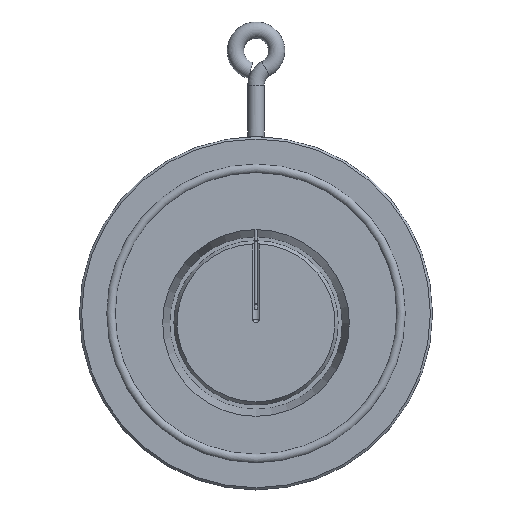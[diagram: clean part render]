
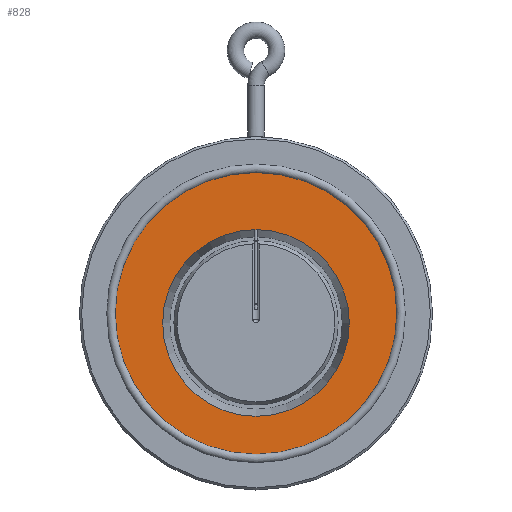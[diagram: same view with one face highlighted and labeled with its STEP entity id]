
A CAD part, top view. The second image highlights one B-rep face of the part: STEP entity #828.
In plain terms, the highlighted planar face has unit normal (0, 0, 1).
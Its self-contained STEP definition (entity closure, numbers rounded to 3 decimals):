
#39 = EDGE_CURVE ( 'NONE', #732, #732, #294, .T. ) ;
#118 = CARTESIAN_POINT ( 'NONE',  ( 0., -37.599, 0. ) ) ;
#178 = CARTESIAN_POINT ( 'NONE',  ( 0., -3.5, 0. ) ) ;
#244 = ORIENTED_EDGE ( 'NONE', *, *, #526, .F. ) ;
#294 = CIRCLE ( 'NONE', #629, 51.47 ) ;
#301 = CARTESIAN_POINT ( 'NONE',  ( 0., 0., 0. ) ) ;
#328 = VERTEX_POINT ( 'NONE', #118 ) ;
#351 = DIRECTION ( 'NONE',  ( 1., 0., 0. ) ) ;
#354 = DIRECTION ( 'NONE',  ( 0., -1., 0. ) ) ;
#386 = DIRECTION ( 'NONE',  ( 0., 0., 1. ) ) ;
#425 = CARTESIAN_POINT ( 'NONE',  ( 0., 0., 0. ) ) ;
#485 = FACE_BOUND ( 'NONE', #561, .T. ) ;
#489 = CARTESIAN_POINT ( 'NONE',  ( 51.47, 0., 0. ) ) ;
#520 = AXIS2_PLACEMENT_3D ( 'NONE', #178, #704, #354 ) ;
#526 = EDGE_CURVE ( 'NONE', #328, #328, #610, .T. ) ;
#529 = FACE_OUTER_BOUND ( 'NONE', #951, .T. ) ;
#544 = DIRECTION ( 'NONE',  ( 0., 0., -1. ) ) ;
#554 = AXIS2_PLACEMENT_3D ( 'NONE', #301, #544, #794 ) ;
#561 = EDGE_LOOP ( 'NONE', ( #244 ) ) ;
#565 = PLANE ( 'NONE',  #554 ) ;
#610 = CIRCLE ( 'NONE', #520, 34.099 ) ;
#629 = AXIS2_PLACEMENT_3D ( 'NONE', #425, #386, #351 ) ;
#704 = DIRECTION ( 'NONE',  ( 0., 0., 1. ) ) ;
#732 = VERTEX_POINT ( 'NONE', #489 ) ;
#784 = ORIENTED_EDGE ( 'NONE', *, *, #39, .T. ) ;
#794 = DIRECTION ( 'NONE',  ( -1., 0., 0. ) ) ;
#828 = ADVANCED_FACE ( 'NONE', ( #485, #529 ), #565, .F. ) ;
#951 = EDGE_LOOP ( 'NONE', ( #784 ) ) ;
